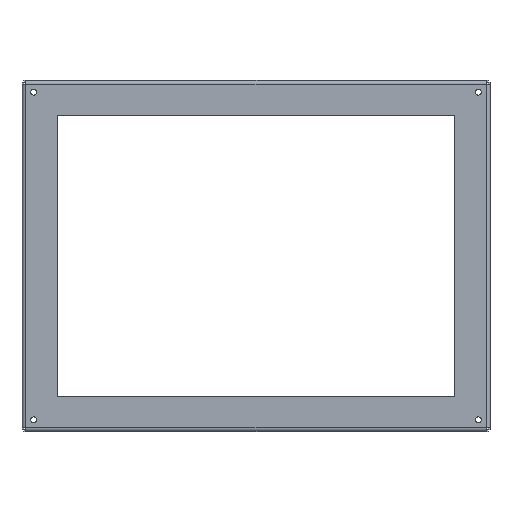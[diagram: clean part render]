
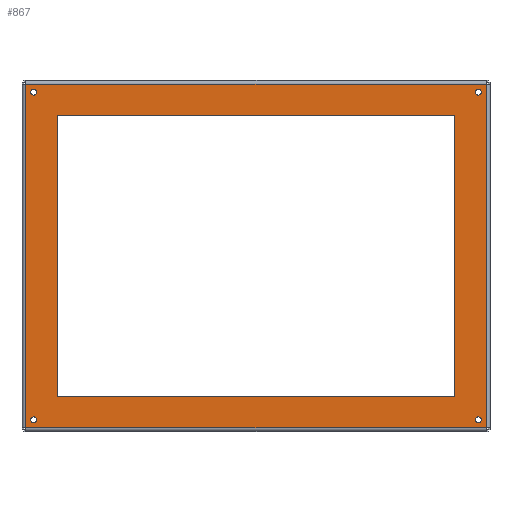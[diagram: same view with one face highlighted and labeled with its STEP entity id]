
A CAD part, front view. The second image highlights one B-rep face of the part: STEP entity #867.
In plain terms, the highlighted planar face has unit normal (0, -1, 0).
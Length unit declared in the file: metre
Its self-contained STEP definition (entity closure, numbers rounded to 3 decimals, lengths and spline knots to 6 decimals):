
#21=CIRCLE('',#931,0.0025);
#23=CIRCLE('',#934,0.0025);
#25=CIRCLE('',#937,0.0025);
#27=CIRCLE('',#940,0.0025);
#92=ORIENTED_EDGE('',*,*,#320,.F.);
#93=ORIENTED_EDGE('',*,*,#321,.T.);
#94=ORIENTED_EDGE('',*,*,#322,.T.);
#95=ORIENTED_EDGE('',*,*,#323,.F.);
#96=ORIENTED_EDGE('',*,*,#303,.F.);
#97=ORIENTED_EDGE('',*,*,#300,.T.);
#98=ORIENTED_EDGE('',*,*,#297,.T.);
#99=ORIENTED_EDGE('',*,*,#306,.F.);
#100=ORIENTED_EDGE('',*,*,#309,.F.);
#101=ORIENTED_EDGE('',*,*,#311,.F.);
#102=ORIENTED_EDGE('',*,*,#313,.F.);
#103=ORIENTED_EDGE('',*,*,#315,.F.);
#297=EDGE_CURVE('',#418,#416,#489,.T.);
#300=EDGE_CURVE('',#420,#418,#492,.T.);
#303=EDGE_CURVE('',#420,#422,#495,.T.);
#306=EDGE_CURVE('',#422,#416,#498,.T.);
#309=EDGE_CURVE('',#425,#425,#21,.T.);
#311=EDGE_CURVE('',#427,#427,#23,.T.);
#313=EDGE_CURVE('',#429,#429,#25,.T.);
#315=EDGE_CURVE('',#431,#431,#27,.T.);
#320=EDGE_CURVE('',#436,#437,#504,.T.);
#321=EDGE_CURVE('',#436,#438,#505,.T.);
#322=EDGE_CURVE('',#438,#439,#506,.T.);
#323=EDGE_CURVE('',#437,#439,#507,.T.);
#416=VERTEX_POINT('',#1260);
#418=VERTEX_POINT('',#1263);
#420=VERTEX_POINT('',#1269);
#422=VERTEX_POINT('',#1275);
#425=VERTEX_POINT('',#1286);
#427=VERTEX_POINT('',#1291);
#429=VERTEX_POINT('',#1296);
#431=VERTEX_POINT('',#1301);
#436=VERTEX_POINT('',#1313);
#437=VERTEX_POINT('',#1314);
#438=VERTEX_POINT('',#1316);
#439=VERTEX_POINT('',#1318);
#489=LINE('',#1262,#585);
#492=LINE('',#1268,#588);
#495=LINE('',#1274,#591);
#498=LINE('',#1280,#594);
#504=LINE('',#1312,#600);
#505=LINE('',#1315,#601);
#506=LINE('',#1317,#602);
#507=LINE('',#1319,#603);
#585=VECTOR('',#1008,1.);
#588=VECTOR('',#1013,1.);
#591=VECTOR('',#1018,1.);
#594=VECTOR('',#1023,1.);
#600=VECTOR('',#1057,1.);
#601=VECTOR('',#1058,1.);
#602=VECTOR('',#1059,1.);
#603=VECTOR('',#1060,1.);
#698=EDGE_LOOP('',(#92,#93,#94,#95));
#699=EDGE_LOOP('',(#96,#97,#98,#99));
#700=EDGE_LOOP('',(#100));
#701=EDGE_LOOP('',(#101));
#702=EDGE_LOOP('',(#102));
#703=EDGE_LOOP('',(#103));
#766=FACE_BOUND('',#698,.T.);
#767=FACE_BOUND('',#699,.T.);
#768=FACE_BOUND('',#700,.T.);
#769=FACE_BOUND('',#701,.T.);
#770=FACE_BOUND('',#702,.T.);
#771=FACE_BOUND('',#703,.T.);
#821=PLANE('',#942);
#867=ADVANCED_FACE('',(#766,#767,#768,#769,#770,#771),#821,.T.);
#931=AXIS2_PLACEMENT_3D('',#1285,#1029,#1030);
#934=AXIS2_PLACEMENT_3D('',#1290,#1035,#1036);
#937=AXIS2_PLACEMENT_3D('',#1295,#1041,#1042);
#940=AXIS2_PLACEMENT_3D('',#1300,#1047,#1048);
#942=AXIS2_PLACEMENT_3D('',#1311,#1055,#1056);
#1008=DIRECTION('',(0.,0.,-1.));
#1013=DIRECTION('',(1.,0.,0.));
#1018=DIRECTION('',(0.,0.,-1.));
#1023=DIRECTION('',(1.,0.,0.));
#1029=DIRECTION('',(0.,-1.,0.));
#1030=DIRECTION('',(0.,0.,-1.));
#1035=DIRECTION('',(0.,-1.,0.));
#1036=DIRECTION('',(0.,0.,-1.));
#1041=DIRECTION('',(0.,-1.,0.));
#1042=DIRECTION('',(0.,0.,-1.));
#1047=DIRECTION('',(0.,-1.,0.));
#1048=DIRECTION('',(0.,0.,-1.));
#1055=DIRECTION('',(0.,-1.,0.));
#1056=DIRECTION('',(1.,0.,0.));
#1057=DIRECTION('',(0.,0.,1.));
#1058=DIRECTION('',(1.,0.,0.));
#1059=DIRECTION('',(0.,0.,1.));
#1060=DIRECTION('',(1.,0.,0.));
#1260=CARTESIAN_POINT('',(0.3685,-0.0015,0.0285));
#1262=CARTESIAN_POINT('',(0.3685,-0.0015,0.1485));
#1263=CARTESIAN_POINT('',(0.3685,-0.0015,0.2685));
#1268=CARTESIAN_POINT('',(0.1985,-0.0015,0.2685));
#1269=CARTESIAN_POINT('',(0.0285,-0.0015,0.2685));
#1274=CARTESIAN_POINT('',(0.0285,-0.0015,0.1485));
#1275=CARTESIAN_POINT('',(0.0285,-0.0015,0.0285));
#1280=CARTESIAN_POINT('',(0.1985,-0.0015,0.0285));
#1285=CARTESIAN_POINT('',(0.0085,-0.0015,0.2885));
#1286=CARTESIAN_POINT('',(0.0085,-0.0015,0.286));
#1290=CARTESIAN_POINT('',(0.3885,-0.0015,0.2885));
#1291=CARTESIAN_POINT('',(0.3885,-0.0015,0.286));
#1295=CARTESIAN_POINT('',(0.3885,-0.0015,0.0085));
#1296=CARTESIAN_POINT('',(0.3885,-0.0015,0.006));
#1300=CARTESIAN_POINT('',(0.0085,-0.0015,0.0085));
#1301=CARTESIAN_POINT('',(0.0085,-0.0015,0.006));
#1311=CARTESIAN_POINT('',(0.1985,-0.0015,0.1485));
#1312=CARTESIAN_POINT('',(0.0015,-0.0015,0.1485));
#1313=CARTESIAN_POINT('',(0.0015,-0.0015,0.0015));
#1314=CARTESIAN_POINT('',(0.0015,-0.0015,0.2955));
#1315=CARTESIAN_POINT('',(0.1985,-0.0015,0.0015));
#1316=CARTESIAN_POINT('',(0.3955,-0.0015,0.0015));
#1317=CARTESIAN_POINT('',(0.3955,-0.0015,0.1485));
#1318=CARTESIAN_POINT('',(0.3955,-0.0015,0.2955));
#1319=CARTESIAN_POINT('',(0.1985,-0.0015,0.2955));
